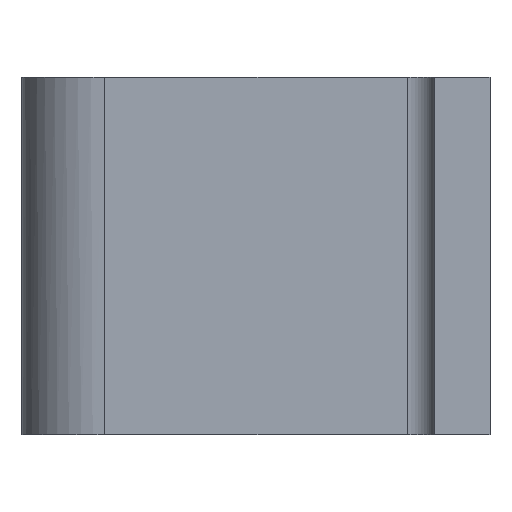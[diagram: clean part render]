
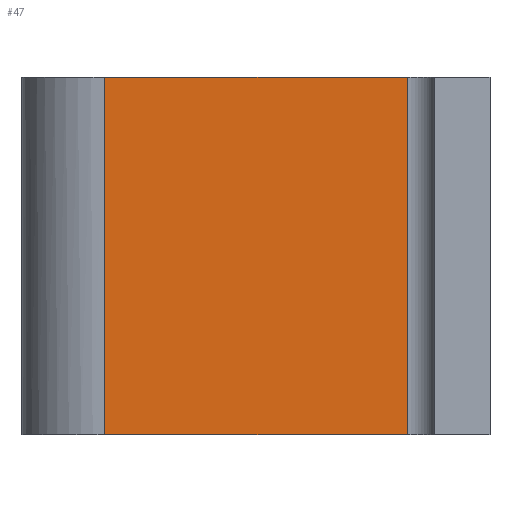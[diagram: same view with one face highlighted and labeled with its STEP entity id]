
A CAD part, left-side view. The second image highlights one B-rep face of the part: STEP entity #47.
In plain terms, the highlighted planar face has unit normal (-1, 0, 0).
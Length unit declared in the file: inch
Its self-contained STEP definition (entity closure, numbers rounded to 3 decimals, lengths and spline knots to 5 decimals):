
#47=ADVANCED_FACE('',(#109),#110,.T.);
#109=FACE_OUTER_BOUND('',#187,.T.);
#110=PLANE('',#188);
#187=EDGE_LOOP('',(#343,#344,#345,#346));
#188=AXIS2_PLACEMENT_3D('',#347,#348,#349);
#343=ORIENTED_EDGE('',*,*,#516,.T.);
#344=ORIENTED_EDGE('',*,*,#517,.F.);
#345=ORIENTED_EDGE('',*,*,#518,.T.);
#346=ORIENTED_EDGE('',*,*,#519,.T.);
#347=CARTESIAN_POINT('',(0.81234,0.53115,0.0));
#348=DIRECTION('',(-1.0,0.0,0.0));
#349=DIRECTION('',(0.0,-1.0,0.0));
#516=EDGE_CURVE('',#599,#600,#601,.T.);
#517=EDGE_CURVE('',#602,#600,#603,.T.);
#518=EDGE_CURVE('',#602,#604,#605,.T.);
#519=EDGE_CURVE('',#604,#599,#606,.T.);
#599=VERTEX_POINT('',#722);
#600=VERTEX_POINT('',#723);
#601=LINE('',#724,#725);
#602=VERTEX_POINT('',#726);
#603=LINE('',#727,#728);
#604=VERTEX_POINT('',#729);
#605=LINE('',#730,#731);
#606=LINE('',#732,#733);
#722=CARTESIAN_POINT('',(0.81234,0.18747,0.8125));
#723=CARTESIAN_POINT('',(0.81234,0.87482,0.8125));
#724=CARTESIAN_POINT('',(0.81234,0.87482,0.8125));
#725=VECTOR('',#952,1.0);
#726=CARTESIAN_POINT('',(0.81234,0.87482,0.0));
#727=CARTESIAN_POINT('',(0.81234,0.87482,0.0));
#728=VECTOR('',#953,1.0);
#729=CARTESIAN_POINT('',(0.81234,0.18747,0.0));
#730=CARTESIAN_POINT('',(0.81234,0.87482,0.0));
#731=VECTOR('',#954,1.0);
#732=CARTESIAN_POINT('',(0.81234,0.18747,0.0));
#733=VECTOR('',#955,1.0);
#952=DIRECTION('',(0.0,1.0,0.0));
#953=DIRECTION('',(0.0,0.0,1.0));
#954=DIRECTION('',(0.0,-1.0,0.0));
#955=DIRECTION('',(0.0,0.0,1.0));
